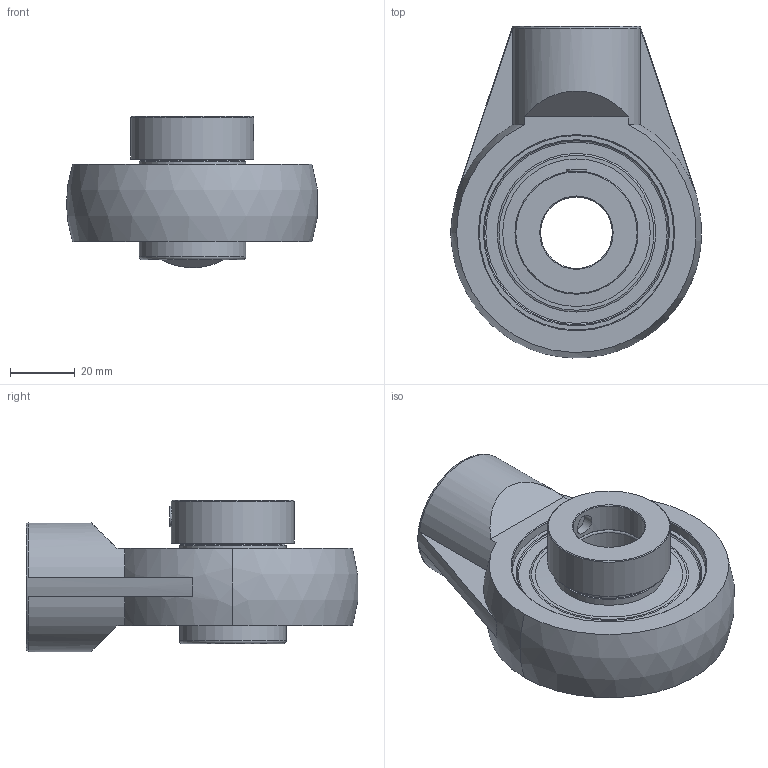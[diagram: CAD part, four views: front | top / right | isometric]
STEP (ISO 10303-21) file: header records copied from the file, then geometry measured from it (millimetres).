
FILE_DESCRIPTION(('HOOPS Exchange Step'),'2;1');
FILE_NAME('export-32F65DA2-947D-4C16-B4F9-7C492C2A1C91.stp','2020-05-19T08:14:20-07:00',('dkerr'),('Alibre'),'HOOPS Exchange 2020.0','Alibre','Unknown authorisation');
FILE_SCHEMA( ('AP242_MANAGED_MODEL_BASED_3D_ENGINEERING_MIM_LF {1 0 10303 442 1 1 4 }') );
Length unit declared in the file: inch
Products named in the file (8): MRN SHAM L4L 205; SHC 205 (Setscrew); SHC 205 (Ball Bearings); SHC 205-14 (Collar); SHC 205 (Shield); SHC 205-14 L4L (0.875inch) (Race); MRN SHC 205-14 L4L (0.875inch); MRN SNCSHAM 204-14 L4L (0.875inch)
Assembly tree (7 placements, depth 3):
  MRN SNCSHAM 204-14 L4L (0.875inch)
    MRN SHAM L4L 205
    MRN SHC 205-14 L4L (0.875inch)
      SHC 205 (Setscrew)
      SHC 205 (Ball Bearings)
      SHC 205-14 (Collar)
      SHC 205 (Shield)
      SHC 205-14 L4L (0.875inch) (Race)
Bounding box: 77.72 x 102.77 x 46.9 mm (x, y, z)
Volume: 121294.9 mm3; surface area: 44053.3 mm2
Topology: 16 solids, 16 shells, 128 faces, 343 edges, 233 vertices
Faces by surface type: plane 45, cylinder 37, cone 17, sphere 14, torus 11, bspline 4
Full cylindrical faces by diameter (mm): 6.35 x3, 19.05 x1, 22.225 x2, 28.956 x2, 33.02 x4, 34.036 x2, 38.1 x1, 44.45 x2, 45.72 x4, 57.143 x1, 60.25 x1
Entity records: 5971 total; most frequent: CARTESIAN_POINT 2487, DIRECTION 758, ORIENTED_EDGE 642, AXIS2_PLACEMENT_3D 329, EDGE_CURVE 321, VERTEX_POINT 233, CIRCLE 176, EDGE_LOOP 150
